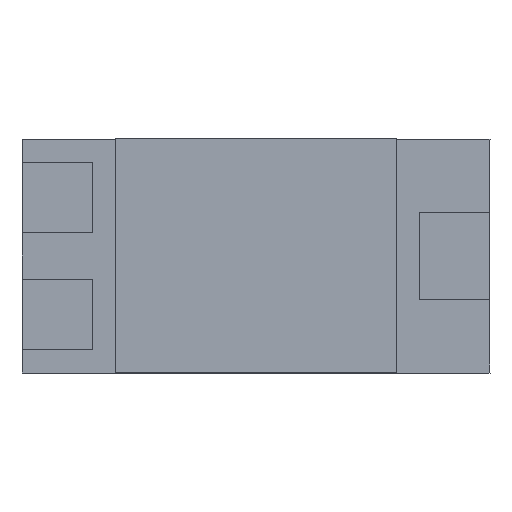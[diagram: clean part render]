
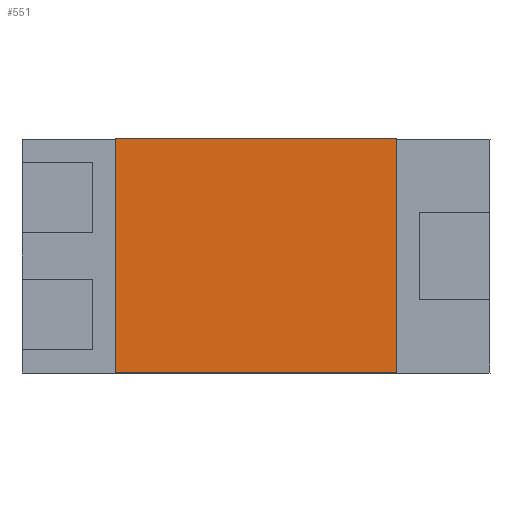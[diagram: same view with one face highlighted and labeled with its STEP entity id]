
A CAD part, top view. The second image highlights one B-rep face of the part: STEP entity #551.
In plain terms, the highlighted planar face has unit normal (0, 0, 1).
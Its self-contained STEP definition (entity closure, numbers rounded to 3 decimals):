
#166 = VERTEX_POINT('',#167);
#167 = CARTESIAN_POINT('',(1.2,1.,1.05));
#173 = EDGE_CURVE('',#174,#166,#176,.T.);
#174 = VERTEX_POINT('',#175);
#175 = CARTESIAN_POINT('',(1.2,-1.,1.05));
#176 = LINE('',#177,#178);
#177 = CARTESIAN_POINT('',(1.2,1.,1.05));
#178 = VECTOR('',#179,1.);
#179 = DIRECTION('',(0.,1.,0.));
#492 = EDGE_CURVE('',#493,#174,#495,.T.);
#493 = VERTEX_POINT('',#494);
#494 = CARTESIAN_POINT('',(-1.2,-1.,1.05));
#495 = LINE('',#496,#497);
#496 = CARTESIAN_POINT('',(1.2,-1.,1.05));
#497 = VECTOR('',#498,1.);
#498 = DIRECTION('',(1.,0.,0.));
#533 = VERTEX_POINT('',#534);
#534 = CARTESIAN_POINT('',(-1.2,1.,1.05));
#540 = EDGE_CURVE('',#166,#533,#541,.T.);
#541 = LINE('',#542,#543);
#542 = CARTESIAN_POINT('',(-1.2,1.,1.05));
#543 = VECTOR('',#544,1.);
#544 = DIRECTION('',(-1.,0.,0.));
#551 = ADVANCED_FACE('',(#552),#563,.T.);
#552 = FACE_BOUND('',#553,.T.);
#553 = EDGE_LOOP('',(#554,#555,#556,#557));
#554 = ORIENTED_EDGE('',*,*,#492,.T.);
#555 = ORIENTED_EDGE('',*,*,#173,.T.);
#556 = ORIENTED_EDGE('',*,*,#540,.T.);
#557 = ORIENTED_EDGE('',*,*,#558,.T.);
#558 = EDGE_CURVE('',#533,#493,#559,.T.);
#559 = LINE('',#560,#561);
#560 = CARTESIAN_POINT('',(-1.2,-1.,1.05));
#561 = VECTOR('',#562,1.);
#562 = DIRECTION('',(0.,-1.,0.));
#563 = PLANE('',#564);
#564 = AXIS2_PLACEMENT_3D('',#565,#566,#567);
#565 = CARTESIAN_POINT('',(0.,0.,1.05));
#566 = DIRECTION('',(0.,0.,1.));
#567 = DIRECTION('',(1.,0.,0.));
